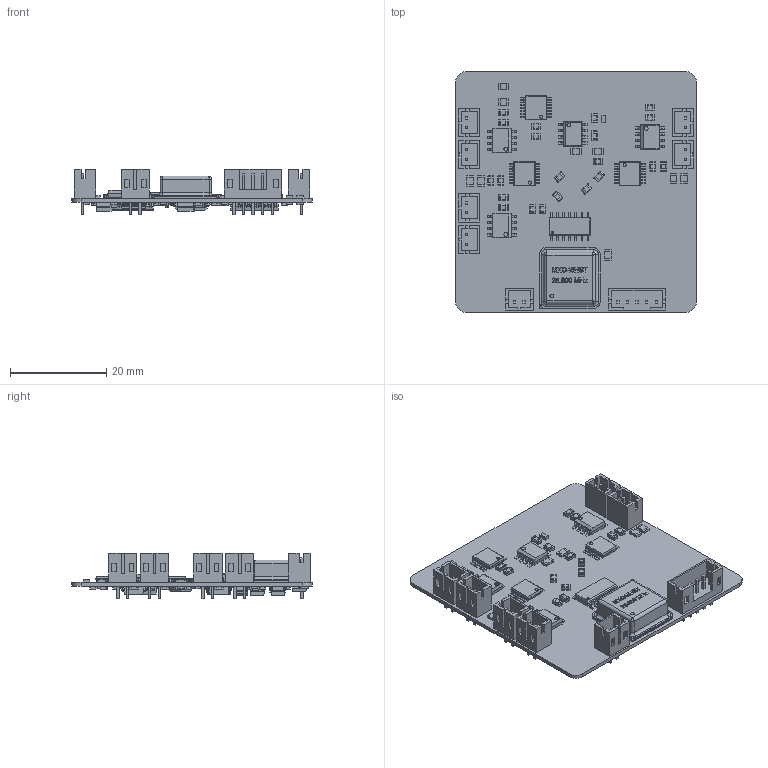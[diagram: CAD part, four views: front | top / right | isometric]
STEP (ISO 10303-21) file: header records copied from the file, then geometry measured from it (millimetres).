
FILE_DESCRIPTION(('Open CASCADE Model'),'2;1');
FILE_NAME('Open CASCADE Shape Model','2022-08-03T17:28:25',('Author'),( 'Open CASCADE'),'Open CASCADE STEP processor 6.8','Open CASCADE 6.8' ,'Unknown');
FILE_SCHEMA(('AUTOMOTIVE_DESIGN { 1 0 10303 214 1 1 1 1 }'));
Length unit declared in the file: millimetre
Products named in the file (150): PCB; Board; Open CASCADE STEP translator 6.8 1.1.1; L3; 6382823808; Extruded; L2; L1; 6382823968; R19; 6382833568; 6382833408; R18; R17; 6382833088; R16; FU1; User_Library-fuse1812; X8; B5B-PH-K-S; X7; B2B-PH-K-S; X6; X5; X4; X3; X2; X1; VD1; SOT-23-3; R37; R36; R35; R34; R33; R32; R31; 6382821728; 6382821008; R30 ...
Assembly tree (319 placements, depth 4):
  PCB
    Board
      Open CASCADE STEP translator 6.8 1.1.1
    L3
      6382823808
        Extruded
    L2
      6382823808
        Extruded
    L1
      6382823968
        Extruded
    R19
      6382833568
        Extruded
      6382833408  x2
        Extruded
    R18
      6382833568
        Extruded
      6382833408  x2
        Extruded
    R17
      6382833568
        Extruded
      6382833088  x2
        Extruded
    R16
      6382833568
        Extruded
      6382833408  x2
        Extruded
    FU1
      User_Library-fuse1812
    X8
      B5B-PH-K-S
    X7
      B2B-PH-K-S
    X6
      B2B-PH-K-S
    X5
      B2B-PH-K-S
    X4
      B2B-PH-K-S
    X3
      B2B-PH-K-S
    X2
      B2B-PH-K-S
    X1
      B2B-PH-K-S
    VD1
      SOT-23-3
    R37
      6382833568
        Extruded
      6382833088  x2
        Extruded
    R36
      6382833568
        Extruded
Bounding box: 50 x 50 x 9.4 mm (x, y, z)
Volume: 3978.2 mm3; surface area: 10724.6 mm2
Topology: 188 solids, 1973 shells, 6387 faces, 19278 edges, 14698 vertices
Faces by surface type: plane 3906, cylinder 1755, sphere 410, bspline 270, torus 34, revolution 10, cone 2
Entity records: 60595 total; most frequent: CARTESIAN_POINT 13728, ORIENTED_EDGE 7914, DIRECTION 7695, EDGE_CURVE 4029, LINE 3045, VECTOR 3045, VERTEX_POINT 2716, AXIS2_PLACEMENT_3D 2320
